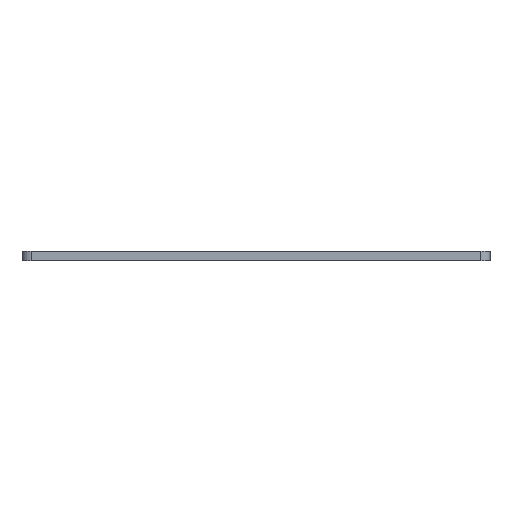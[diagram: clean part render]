
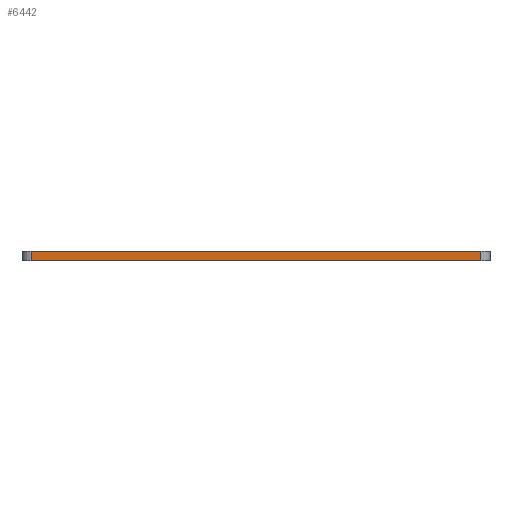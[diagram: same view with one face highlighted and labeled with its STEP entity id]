
A CAD part, front view. The second image highlights one B-rep face of the part: STEP entity #6442.
In plain terms, the highlighted planar face has unit normal (0, -1, 0).
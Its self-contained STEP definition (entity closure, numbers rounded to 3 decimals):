
#322=PLANE('',#7038);
#634=FACE_OUTER_BOUND('',#1040,.T.);
#1040=EDGE_LOOP('',(#5977,#5978,#5979,#5980));
#1396=LINE('',#9968,#2020);
#1498=LINE('',#10322,#2122);
#1664=LINE('',#11238,#2288);
#1665=LINE('',#11240,#2289);
#2020=VECTOR('',#8090,10.);
#2122=VECTOR('',#8294,10.);
#2288=VECTOR('',#8818,10.);
#2289=VECTOR('',#8821,10.);
#2999=VERTEX_POINT('',#9966);
#3000=VERTEX_POINT('',#9967);
#3096=VERTEX_POINT('',#10320);
#3097=VERTEX_POINT('',#10321);
#3726=EDGE_CURVE('',#2999,#3000,#1396,.T.);
#3883=EDGE_CURVE('',#3096,#3097,#1498,.T.);
#4120=EDGE_CURVE('',#3097,#3000,#1664,.T.);
#4121=EDGE_CURVE('',#3096,#2999,#1665,.T.);
#5977=ORIENTED_EDGE('',*,*,#3883,.T.);
#5978=ORIENTED_EDGE('',*,*,#4120,.T.);
#5979=ORIENTED_EDGE('',*,*,#3726,.F.);
#5980=ORIENTED_EDGE('',*,*,#4121,.F.);
#6442=ADVANCED_FACE('',(#634),#322,.T.);
#7038=AXIS2_PLACEMENT_3D('',#11239,#8819,#8820);
#8090=DIRECTION('',(1.,0.,0.));
#8294=DIRECTION('',(1.,0.,0.));
#8818=DIRECTION('',(0.,0.,1.));
#8819=DIRECTION('center_axis',(0.,-1.,0.));
#8820=DIRECTION('ref_axis',(1.,0.,0.));
#8821=DIRECTION('',(0.,0.,1.));
#9966=CARTESIAN_POINT('',(-48.,-13.2,23.5));
#9967=CARTESIAN_POINT('',(47.75,-13.2,23.5));
#9968=CARTESIAN_POINT('',(-48.,-13.2,23.5));
#10320=CARTESIAN_POINT('',(-48.,-13.2,21.5));
#10321=CARTESIAN_POINT('',(47.75,-13.2,21.5));
#10322=CARTESIAN_POINT('',(-48.,-13.2,21.5));
#11238=CARTESIAN_POINT('',(47.75,-13.2,21.5));
#11239=CARTESIAN_POINT('Origin',(-48.,-13.2,21.5));
#11240=CARTESIAN_POINT('',(-48.,-13.2,21.5));
